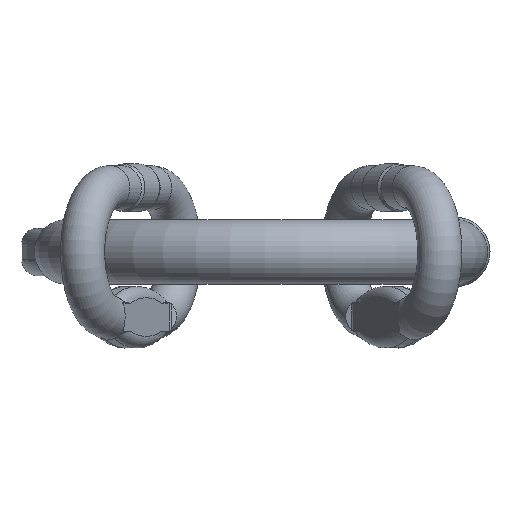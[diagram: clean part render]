
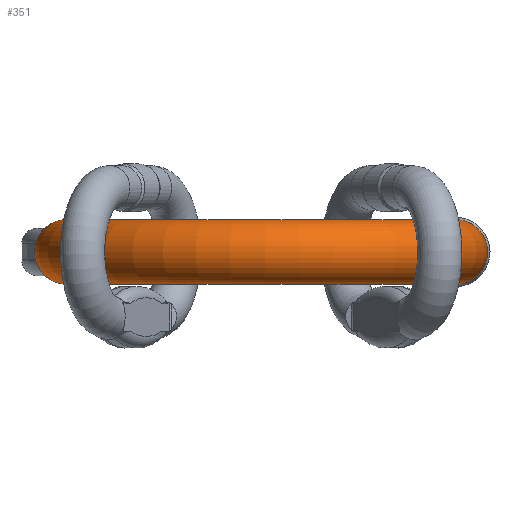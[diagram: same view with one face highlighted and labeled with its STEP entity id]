
A CAD part, front view. The second image highlights one B-rep face of the part: STEP entity #351.
In plain terms, the highlighted toroidal (fillet/blend) face has major radius 57 mm and minor radius 9.5 mm.
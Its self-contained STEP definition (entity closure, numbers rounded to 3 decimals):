
#351=ADVANCED_FACE('',(#554,#555),#413,.T.);
#413=TOROIDAL_SURFACE('',#1783,57.,9.5);
#554=FACE_BOUND('',#624,.T.);
#555=FACE_BOUND('',#625,.T.);
#624=EDGE_LOOP('',(#922));
#625=EDGE_LOOP('',(#923));
#922=ORIENTED_EDGE('',*,*,#1494,.F.);
#923=ORIENTED_EDGE('',*,*,#1493,.T.);
#1289=VERTEX_POINT('',#3070);
#1290=VERTEX_POINT('',#3073);
#1493=EDGE_CURVE('',#1289,#1289,#1645,.T.);
#1494=EDGE_CURVE('',#1290,#1290,#1646,.T.);
#1645=CIRCLE('',#1774,9.5);
#1646=CIRCLE('',#1776,9.5);
#1774=AXIS2_PLACEMENT_3D('',#3069,#2066,#2067);
#1776=AXIS2_PLACEMENT_3D('',#3072,#2070,#2071);
#1783=AXIS2_PLACEMENT_3D('',#3083,#2084,#2085);
#2066=DIRECTION('',(0.,-1.,0.));
#2067=DIRECTION('',(1.,0.,0.));
#2070=DIRECTION('',(0.,1.,0.));
#2071=DIRECTION('',(-1.,0.,0.));
#2084=DIRECTION('',(0.,0.,-1.));
#2085=DIRECTION('',(-1.,0.,0.));
#3069=CARTESIAN_POINT('',(-57.,-32.5,0.));
#3070=CARTESIAN_POINT('',(-47.5,-32.5,0.));
#3072=CARTESIAN_POINT('',(57.,-32.5,0.));
#3073=CARTESIAN_POINT('',(47.5,-32.5,0.));
#3083=CARTESIAN_POINT('',(0.,-32.5,0.));
